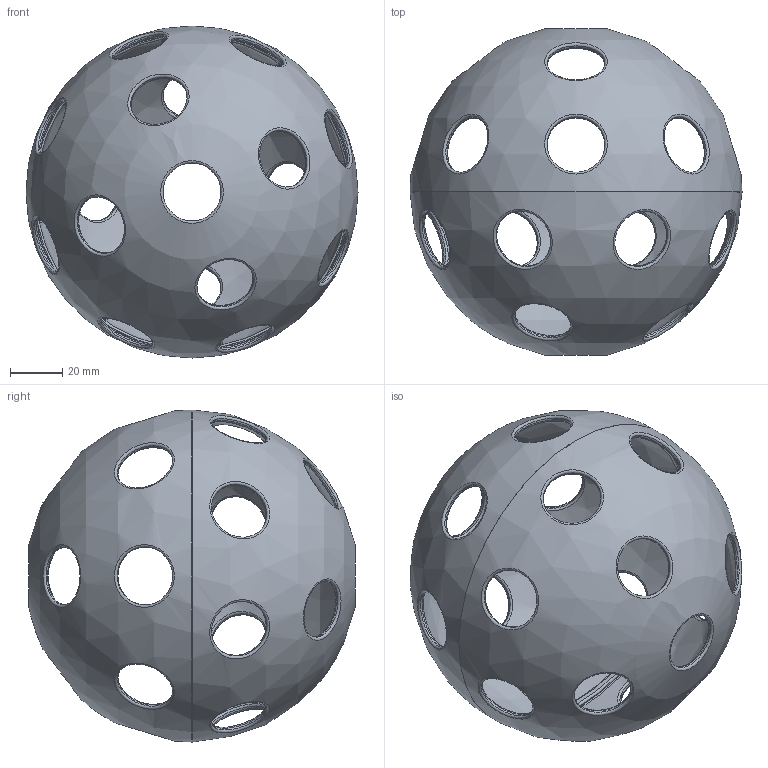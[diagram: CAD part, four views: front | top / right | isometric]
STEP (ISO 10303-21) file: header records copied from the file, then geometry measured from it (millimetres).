
FILE_DESCRIPTION(/* description */ ('STEP AP242','CAx-IF Rec.Pracs.---Representation and Presentation of Product Manufacturing Information (PMI)---4.0---2014-10-13','CAx-IF Rec.Pracs.---3D Tessellated Geometry---0.4---2014-09-14','2;1'),/* implementation_level */ '2;1');
FILE_NAME(/* name */ 'Artifact am-3376a - Green Artifact - am-3376a_green',/* time_stamp */ '2025-09-09T09:28:26Z',/* author */ (''),/* organization */ (''),/* preprocessor_version */ 'ST-DEVELOPER v20',/* originating_system */ 'ONSHAPE BY PTC INC, 1.203',/* authorisation */ ' ');
FILE_SCHEMA (('AP242_MANAGED_MODEL_BASED_3D_ENGINEERING_MIM_LF { 1 0 10303 442 1 1 4 }'));
Length unit declared in the file: metre
Products named in the file (1): Green Artifact - am-3376a_green
Bounding box: 127 x 124.74 x 127 mm (x, y, z)
Volume: 90053 mm3; surface area: 81333.1 mm2
Topology: 1 solids, 1 shells, 91 faces, 224 edges, 127 vertices
Faces by surface type: torus 58, cylinder 27, sphere 4, plane 2
Full cylindrical faces by diameter (mm): 22.098 x26, 119.212 x1
Entity records: 2186 total; most frequent: DIRECTION 414, CARTESIAN_POINT 322, ORIENTED_EDGE 230, EDGE_LOOP 230, FACE_BOUND 230, AXIS2_PLACEMENT_3D 207, EDGE_CURVE 115, VERTEX_POINT 115
